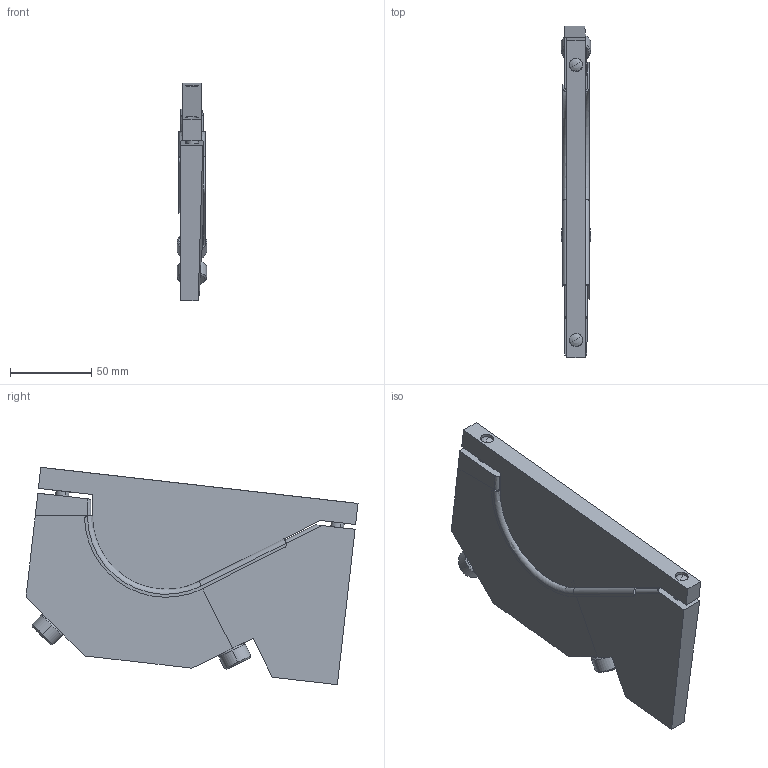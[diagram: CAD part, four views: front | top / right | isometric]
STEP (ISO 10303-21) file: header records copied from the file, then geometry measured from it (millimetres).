
FILE_DESCRIPTION(('CATIA V5 STEP Exchange','CAx-IF Rec.Pracs.--- Model Styling and Organization---1.2---2011-12-15'),'2;1');
FILE_NAME('2121R100_OUTIL_FORMAGE_RA1M701566582P02.stp','2019-07-12T08:15:27+00:00',('none'),('none'),'Version 5-6 Release 2012','CATIA V5 STEP AP214','none');
FILE_SCHEMA(('AUTOMOTIVE_DESIGN { 1 0 10303 214 1 1 1 1 }'));
Length unit declared in the file: millimetre
Products named in the file (7): 2121R100_OUTIL_FORMAGE_RA1M701566582P02; 2121R102_MATRICE; 2121R104-GOUPILLE_AMOVIBLE; 2121R105-GOUPILLE_AMOVIBLE; 2121R103_POINCON; RA1M701566582P02-CONTROLE; GOUPILLE_CYL_8734_8_40
Assembly tree (7 placements, depth 2):
  2121R100_OUTIL_FORMAGE_RA1M701566582P02
    2121R102_MATRICE
    2121R104-GOUPILLE_AMOVIBLE
    2121R105-GOUPILLE_AMOVIBLE
    2121R103_POINCON
    RA1M701566582P02-CONTROLE
    GOUPILLE_CYL_8734_8_40  x2
Bounding box: 18 x 203.82 x 133.47 mm (x, y, z)
Volume: 263485.9 mm3; surface area: 78761.3 mm2
Topology: 7 solids, 7 shells, 237 faces, 606 edges, 367 vertices
Faces by surface type: cylinder 86, plane 69, bspline 42, cone 20, torus 12, sphere 8
Entity records: 7798 total; most frequent: CARTESIAN_POINT 2715, ORIENTED_EDGE 1160, DIRECTION 740, EDGE_CURVE 580, VERTEX_POINT 359, AXIS2_PLACEMENT_3D 352, EDGE_LOOP 257, ADVANCED_FACE 229
